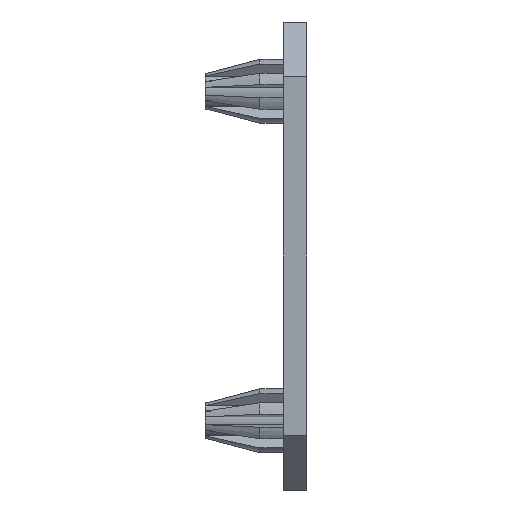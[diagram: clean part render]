
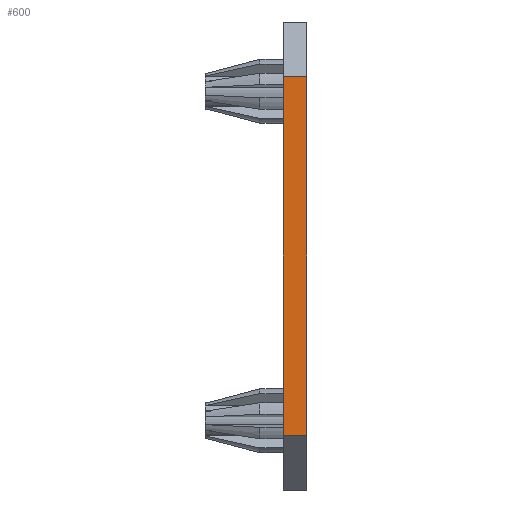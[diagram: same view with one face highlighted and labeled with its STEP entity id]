
A CAD part, left-side view. The second image highlights one B-rep face of the part: STEP entity #600.
In plain terms, the highlighted planar face has unit normal (-1, 0, 0).
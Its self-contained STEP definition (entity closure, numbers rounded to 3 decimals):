
#65 = EDGE_LOOP ( 'NONE', ( #5858, #3720, #75, #4230 ) ) ;
#75 = ORIENTED_EDGE ( 'NONE', *, *, #2002, .F. ) ;
#600 = ADVANCED_FACE ( 'NONE', ( #634 ), #5258, .F. ) ;
#634 = FACE_OUTER_BOUND ( 'NONE', #65, .T. ) ;
#1077 = CARTESIAN_POINT ( 'NONE',  ( -30., 3., 23. ) ) ;
#1568 = CARTESIAN_POINT ( 'NONE',  ( -30., 0., -23. ) ) ;
#1715 = CARTESIAN_POINT ( 'NONE',  ( -30., 0., -23. ) ) ;
#1824 = AXIS2_PLACEMENT_3D ( 'NONE', #4328, #4747, #4303 ) ;
#1854 = EDGE_CURVE ( 'NONE', #2057, #5903, #2433, .T. ) ;
#2002 = EDGE_CURVE ( 'NONE', #2766, #2756, #2583, .T. ) ;
#2057 = VERTEX_POINT ( 'NONE', #1715 ) ;
#2433 = LINE ( 'NONE', #1568, #4262 ) ;
#2513 = VECTOR ( 'NONE', #3088, 1000. ) ;
#2583 = LINE ( 'NONE', #2611, #2513 ) ;
#2611 = CARTESIAN_POINT ( 'NONE',  ( -30., 3., -23. ) ) ;
#2756 = VERTEX_POINT ( 'NONE', #1077 ) ;
#2766 = VERTEX_POINT ( 'NONE', #5716 ) ;
#2837 = LINE ( 'NONE', #5083, #3917 ) ;
#3088 = DIRECTION ( 'NONE',  ( 0., 0., 1. ) ) ;
#3402 = VECTOR ( 'NONE', #3605, 1000. ) ;
#3605 = DIRECTION ( 'NONE',  ( 0., -1., 0. ) ) ;
#3720 = ORIENTED_EDGE ( 'NONE', *, *, #5089, .F. ) ;
#3917 = VECTOR ( 'NONE', #5928, 1000. ) ;
#4144 = LINE ( 'NONE', #5489, #3402 ) ;
#4209 = DIRECTION ( 'NONE',  ( 0., 0., 1. ) ) ;
#4230 = ORIENTED_EDGE ( 'NONE', *, *, #4759, .T. ) ;
#4262 = VECTOR ( 'NONE', #4209, 1000. ) ;
#4303 = DIRECTION ( 'NONE',  ( 0., 0., -1. ) ) ;
#4328 = CARTESIAN_POINT ( 'NONE',  ( -30., 3., -23. ) ) ;
#4659 = CARTESIAN_POINT ( 'NONE',  ( -30., 0., 23. ) ) ;
#4747 = DIRECTION ( 'NONE',  ( 1., 0., 0. ) ) ;
#4759 = EDGE_CURVE ( 'NONE', #2766, #2057, #2837, .T. ) ;
#5083 = CARTESIAN_POINT ( 'NONE',  ( -30., 3., -23. ) ) ;
#5089 = EDGE_CURVE ( 'NONE', #2756, #5903, #4144, .T. ) ;
#5258 = PLANE ( 'NONE',  #1824 ) ;
#5489 = CARTESIAN_POINT ( 'NONE',  ( -30., 3., 23. ) ) ;
#5716 = CARTESIAN_POINT ( 'NONE',  ( -30., 3., -23. ) ) ;
#5858 = ORIENTED_EDGE ( 'NONE', *, *, #1854, .T. ) ;
#5903 = VERTEX_POINT ( 'NONE', #4659 ) ;
#5928 = DIRECTION ( 'NONE',  ( 0., -1., 0. ) ) ;
